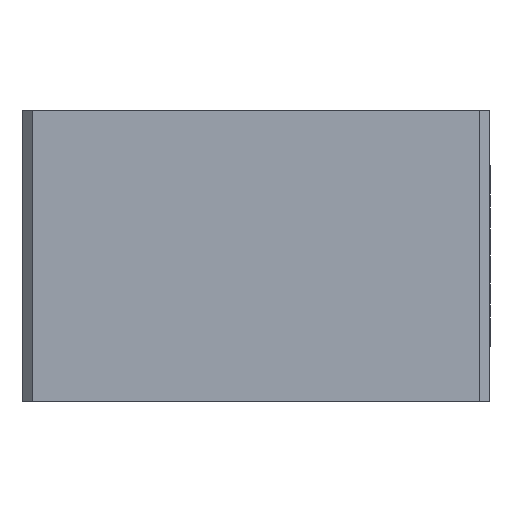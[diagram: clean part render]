
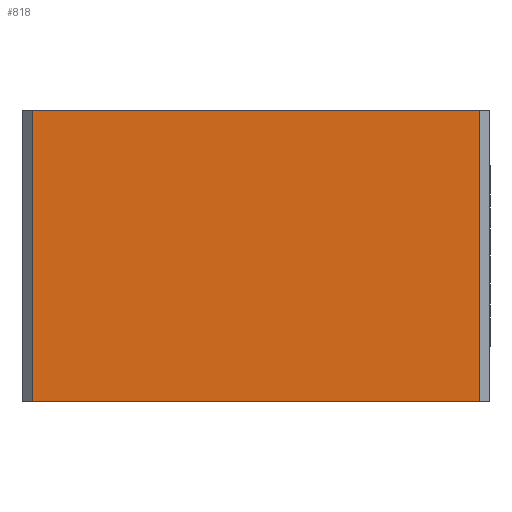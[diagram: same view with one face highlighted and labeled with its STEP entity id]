
A CAD part, left-side view. The second image highlights one B-rep face of the part: STEP entity #818.
In plain terms, the highlighted planar face has unit normal (-1, 0, 0).
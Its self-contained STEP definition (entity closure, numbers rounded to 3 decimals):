
#46 = EDGE_CURVE ( 'NONE', #293, #800, #171, .T. ) ;
#50 = FACE_OUTER_BOUND ( 'NONE', #583, .T. ) ;
#55 = EDGE_CURVE ( 'NONE', #503, #301, #141, .T. ) ;
#88 = VECTOR ( 'NONE', #132, 1000. ) ;
#94 = EDGE_CURVE ( 'NONE', #301, #293, #526, .T. ) ;
#110 = DIRECTION ( 'NONE',  ( 0., 1., 0. ) ) ;
#119 = VECTOR ( 'NONE', #723, 1000. ) ;
#132 = DIRECTION ( 'NONE',  ( 0., -1., 0. ) ) ;
#138 = DIRECTION ( 'NONE',  ( 0., 0., 1. ) ) ;
#141 = LINE ( 'NONE', #373, #119 ) ;
#171 = LINE ( 'NONE', #515, #253 ) ;
#180 = ORIENTED_EDGE ( 'NONE', *, *, #94, .T. ) ;
#217 = ORIENTED_EDGE ( 'NONE', *, *, #46, .T. ) ;
#253 = VECTOR ( 'NONE', #138, 1000. ) ;
#293 = VERTEX_POINT ( 'NONE', #643 ) ;
#301 = VERTEX_POINT ( 'NONE', #344 ) ;
#344 = CARTESIAN_POINT ( 'NONE',  ( -26.3, 12.8, 0. ) ) ;
#349 = CARTESIAN_POINT ( 'NONE',  ( -26.3, 13.8, 0. ) ) ;
#373 = CARTESIAN_POINT ( 'NONE',  ( -26.3, 12.8, 28. ) ) ;
#455 = VECTOR ( 'NONE', #460, 1000. ) ;
#460 = DIRECTION ( 'NONE',  ( 0., -1., 0. ) ) ;
#462 = DIRECTION ( 'NONE',  ( 1., 0., 0. ) ) ;
#483 = ORIENTED_EDGE ( 'NONE', *, *, #584, .F. ) ;
#503 = VERTEX_POINT ( 'NONE', #551 ) ;
#504 = PLANE ( 'NONE',  #635 ) ;
#515 = CARTESIAN_POINT ( 'NONE',  ( -26.3, -30.2, 28. ) ) ;
#526 = LINE ( 'NONE', #349, #88 ) ;
#551 = CARTESIAN_POINT ( 'NONE',  ( -26.3, 12.8, 28. ) ) ;
#583 = EDGE_LOOP ( 'NONE', ( #180, #217, #483, #820 ) ) ;
#584 = EDGE_CURVE ( 'NONE', #503, #800, #754, .T. ) ;
#635 = AXIS2_PLACEMENT_3D ( 'NONE', #753, #462, #110 ) ;
#639 = CARTESIAN_POINT ( 'NONE',  ( -26.3, 13.8, 28. ) ) ;
#643 = CARTESIAN_POINT ( 'NONE',  ( -26.3, -30.2, 0. ) ) ;
#723 = DIRECTION ( 'NONE',  ( 0., 0., -1. ) ) ;
#736 = CARTESIAN_POINT ( 'NONE',  ( -26.3, -30.2, 28. ) ) ;
#753 = CARTESIAN_POINT ( 'NONE',  ( -26.3, 13.8, 28. ) ) ;
#754 = LINE ( 'NONE', #639, #455 ) ;
#800 = VERTEX_POINT ( 'NONE', #736 ) ;
#818 = ADVANCED_FACE ( 'NONE', ( #50 ), #504, .F. ) ;
#820 = ORIENTED_EDGE ( 'NONE', *, *, #55, .T. ) ;
